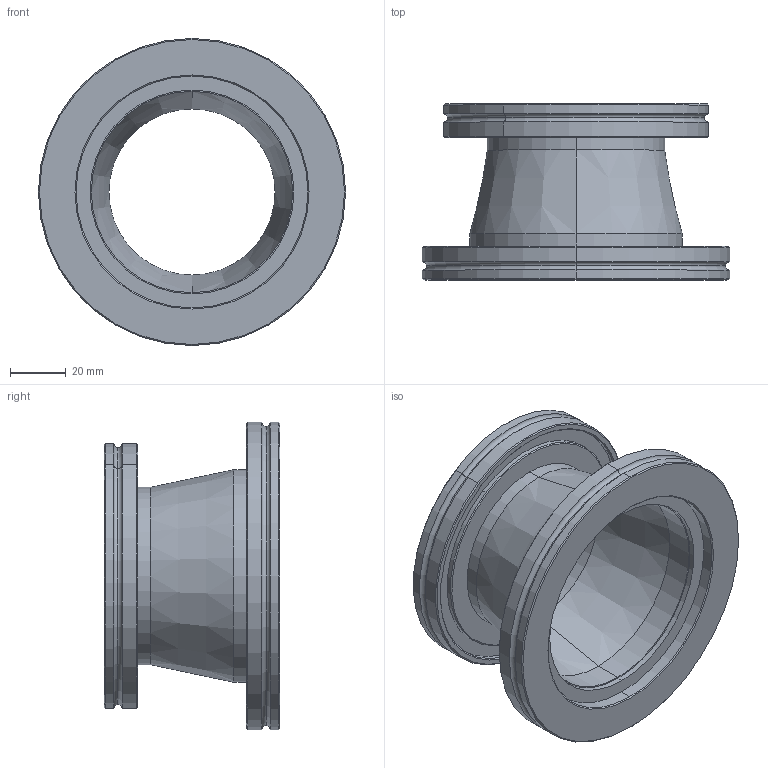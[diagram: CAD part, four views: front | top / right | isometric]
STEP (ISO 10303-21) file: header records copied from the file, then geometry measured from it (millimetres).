
FILE_DESCRIPTION (( 'STEP AP214' ), '1' );
FILE_NAME ('Hositrad_ISO80-63.STEP', '2017-06-06T10:35:39', ( 'Gebruiker' ), ( '' ), 'SwSTEP 2.0', 'SolidWorks 2017', '' );
FILE_SCHEMA (( 'AUTOMOTIVE_DESIGN' ));
Length unit declared in the file: millimetre
Products named in the file (4): Hositrad_ISO80-63; ISO-K_Conical-Reducer_ISO80-63; ISO-K-Weld-All_ISO80-76; ISO-K-Weld-All_ISO63-64
Assembly tree (3 placements, depth 2):
  Hositrad_ISO80-63
    ISO-K_Conical-Reducer_ISO80-63
    ISO-K-Weld-All_ISO80-76
    ISO-K-Weld-All_ISO63-64
Bounding box: 110 x 63 x 110 mm (x, y, z)
Volume: 113884.8 mm3; surface area: 57356.7 mm2
Topology: 3 solids, 3 shells, 82 faces, 164 edges, 96 vertices
Faces by surface type: cylinder 36, cone 24, plane 14, torus 8
Entity records: 2298 total; most frequent: DIRECTION 444, CARTESIAN_POINT 348, ORIENTED_EDGE 328, AXIS2_PLACEMENT_3D 192, EDGE_CURVE 164, CIRCLE 104, VERTEX_POINT 96, EDGE_LOOP 96
